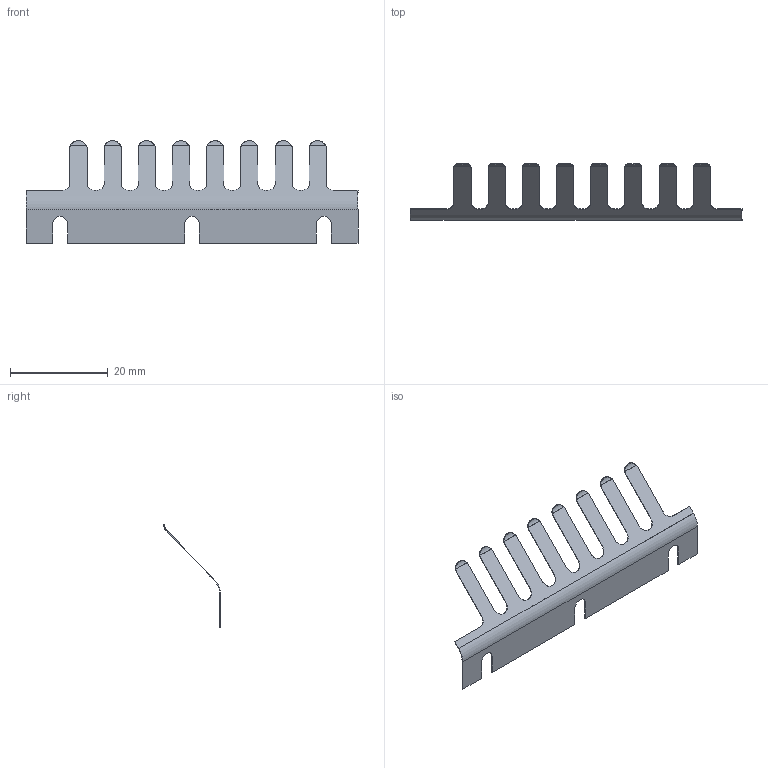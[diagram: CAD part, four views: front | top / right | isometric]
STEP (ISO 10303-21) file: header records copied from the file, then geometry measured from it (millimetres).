
FILE_DESCRIPTION (( 'STEP AP214' ), '1' );
FILE_NAME ('Counter - Ratchet Spring Blade.STEP', '2025-07-06T08:34:34', ( '' ), ( '' ), 'SwSTEP 2.0', 'SolidWorks 2025', '' );
FILE_SCHEMA (( 'AUTOMOTIVE_DESIGN' ));
Length unit declared in the file: millimetre
Products named in the file (1): Counter - Ratchet Spring Blade
Bounding box: 68 x 11.64 x 21 mm (x, y, z)
Volume: 168.8 mm3; surface area: 2308.4 mm2
Topology: 1 solids, 1 shells, 127 faces, 303 edges, 178 vertices
Faces by surface type: cylinder 65, plane 38, bspline 24
Entity records: 4769 total; most frequent: CARTESIAN_POINT 2009, ORIENTED_EDGE 606, DIRECTION 497, EDGE_CURVE 303, VERTEX_POINT 178, AXIS2_PLACEMENT_3D 170, VECTOR 157, LINE 157
